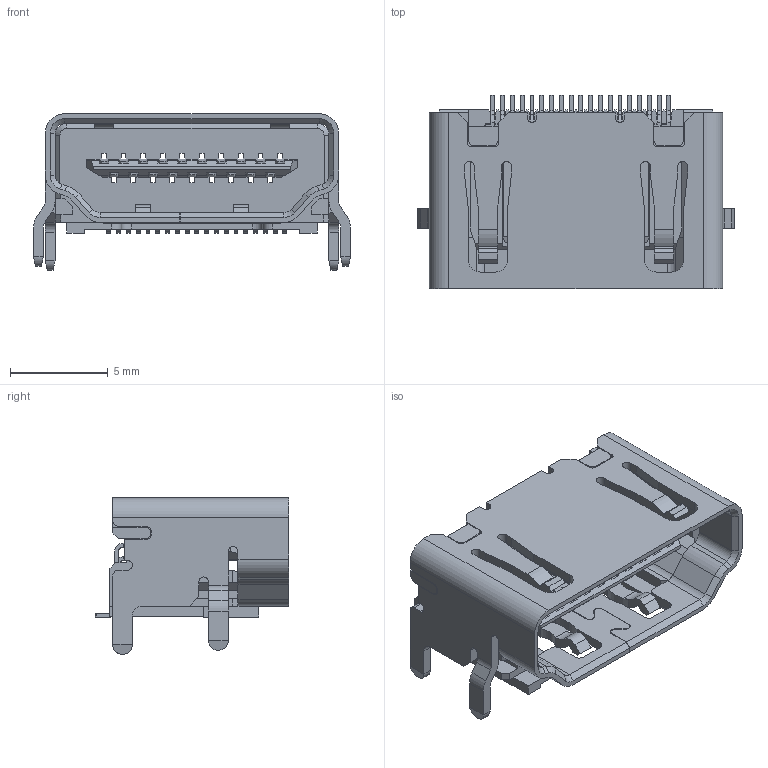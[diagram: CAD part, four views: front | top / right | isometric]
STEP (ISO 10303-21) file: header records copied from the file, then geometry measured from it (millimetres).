
FILE_DESCRIPTION (( 'STEP AP214' ), '1' );
FILE_NAME ('HDMI_socket2.STEP', '2018-11-28T08:30:29', ( '' ), ( '' ), 'SwSTEP 2.0', 'SolidWorks 2018', '' );
FILE_SCHEMA (( 'AUTOMOTIVE_DESIGN' ));
Length unit declared in the file: millimetre
Products named in the file (6): HDMI_socket_large_pin.STEP; HDMI_socket_cover.STEP; HDMI_socket.STEP; HDMI_socket_small_pin.STEP; HDMI_socket_inside.STEP; HDMI_socket2
Assembly tree (22 placements, depth 3):
  HDMI_socket2
    HDMI_socket.STEP
      HDMI_socket_cover.STEP
      HDMI_socket_inside.STEP
      HDMI_socket_large_pin.STEP  x10
      HDMI_socket_small_pin.STEP  x9
Bounding box: 16.2 x 9.9 x 8 mm (x, y, z)
Volume: 333.1 mm3; surface area: 1461.7 mm2
Topology: 21 solids, 21 shells, 1949 faces, 5575 edges, 3650 vertices
Faces by surface type: plane 1548, cylinder 391, cone 10
Entity records: 33543 total; most frequent: CARTESIAN_POINT 5978, ORIENTED_EDGE 5914, DIRECTION 5391, EDGE_CURVE 2957, VECTOR 2605, LINE 2605, VERTEX_POINT 1916, AXIS2_PLACEMENT_3D 1393
